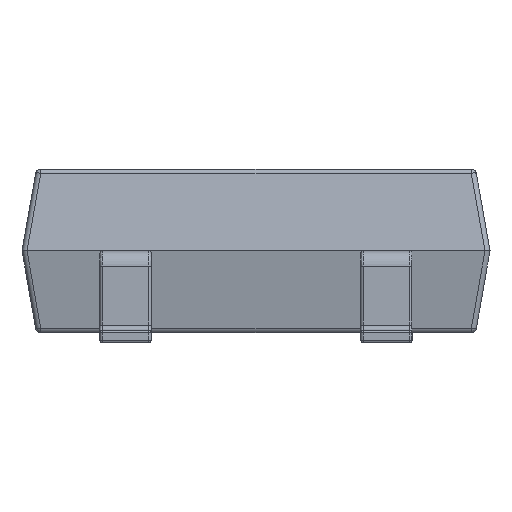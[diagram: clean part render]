
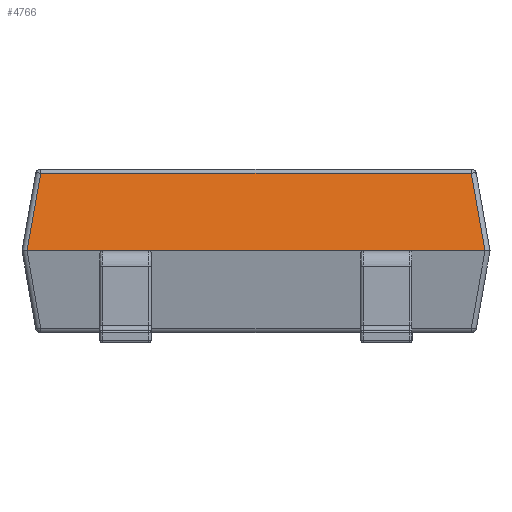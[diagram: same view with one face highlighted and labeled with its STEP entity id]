
A CAD part, front view. The second image highlights one B-rep face of the part: STEP entity #4766.
In plain terms, the highlighted planar face has unit normal (0, -0.985, 0.174).
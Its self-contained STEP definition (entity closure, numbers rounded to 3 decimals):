
#34 = VECTOR ( 'NONE', #4094, 1000. ) ;
#70 = DIRECTION ( 'NONE',  ( -1., 0., 0. ) ) ;
#455 = CARTESIAN_POINT ( 'NONE',  ( -4.209, -2.907, 1.517 ) ) ;
#785 = CARTESIAN_POINT ( 'NONE',  ( 4.477, -3.175, 0. ) ) ;
#898 = AXIS2_PLACEMENT_3D ( 'NONE', #5462, #2161, #1318 ) ;
#973 = EDGE_CURVE ( 'NONE', #3178, #4602, #3155, .T. ) ;
#1164 = ORIENTED_EDGE ( 'NONE', *, *, #2243, .F. ) ;
#1318 = DIRECTION ( 'NONE',  ( 0., -0.174, -0.985 ) ) ;
#1466 = VECTOR ( 'NONE', #2656, 1000. ) ;
#1606 = DIRECTION ( 'NONE',  ( -0.171, 0.171, 0.97 ) ) ;
#1623 = ORIENTED_EDGE ( 'NONE', *, *, #973, .T. ) ;
#1661 = PLANE ( 'NONE',  #898 ) ;
#1851 = EDGE_CURVE ( 'NONE', #4602, #3690, #1907, .T. ) ;
#1907 = LINE ( 'NONE', #4483, #1466 ) ;
#2161 = DIRECTION ( 'NONE',  ( 0., -0.985, 0.174 ) ) ;
#2243 = EDGE_CURVE ( 'NONE', #3178, #4834, #4624, .T. ) ;
#2383 = EDGE_CURVE ( 'NONE', #3690, #4834, #4104, .T. ) ;
#2557 = CARTESIAN_POINT ( 'NONE',  ( -4.209, -2.907, 1.517 ) ) ;
#2656 = DIRECTION ( 'NONE',  ( -1., 0., 0. ) ) ;
#2783 = VECTOR ( 'NONE', #70, 1000. ) ;
#3155 = LINE ( 'NONE', #4882, #3892 ) ;
#3178 = VERTEX_POINT ( 'NONE', #785 ) ;
#3690 = VERTEX_POINT ( 'NONE', #455 ) ;
#3892 = VECTOR ( 'NONE', #1606, 1000. ) ;
#3957 = FACE_OUTER_BOUND ( 'NONE', #5238, .T. ) ;
#4080 = CARTESIAN_POINT ( 'NONE',  ( 4.209, -2.907, 1.517 ) ) ;
#4094 = DIRECTION ( 'NONE',  ( -0.171, -0.171, -0.97 ) ) ;
#4104 = LINE ( 'NONE', #2557, #34 ) ;
#4483 = CARTESIAN_POINT ( 'NONE',  ( -4.575, -2.907, 1.517 ) ) ;
#4532 = ORIENTED_EDGE ( 'NONE', *, *, #2383, .T. ) ;
#4602 = VERTEX_POINT ( 'NONE', #4080 ) ;
#4624 = LINE ( 'NONE', #5803, #2783 ) ;
#4766 = ADVANCED_FACE ( 'NONE', ( #3957 ), #1661, .T. ) ;
#4834 = VERTEX_POINT ( 'NONE', #6130 ) ;
#4882 = CARTESIAN_POINT ( 'NONE',  ( 4.477, -3.175, 0. ) ) ;
#5172 = ORIENTED_EDGE ( 'NONE', *, *, #1851, .T. ) ;
#5238 = EDGE_LOOP ( 'NONE', ( #1164, #1623, #5172, #4532 ) ) ;
#5462 = CARTESIAN_POINT ( 'NONE',  ( -4.575, -3.175, 0. ) ) ;
#5803 = CARTESIAN_POINT ( 'NONE',  ( -4.575, -3.175, 0. ) ) ;
#6130 = CARTESIAN_POINT ( 'NONE',  ( -4.477, -3.175, 0. ) ) ;
